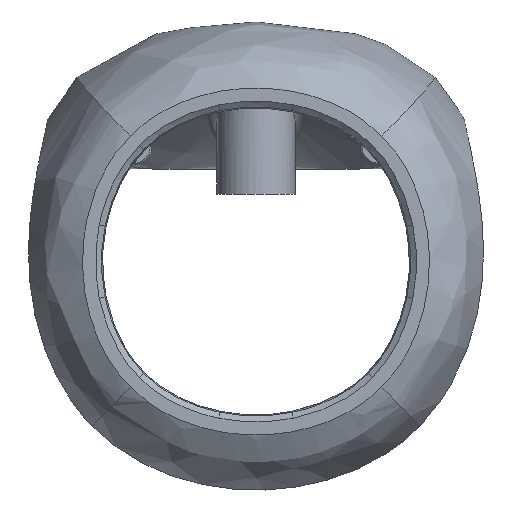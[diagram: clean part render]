
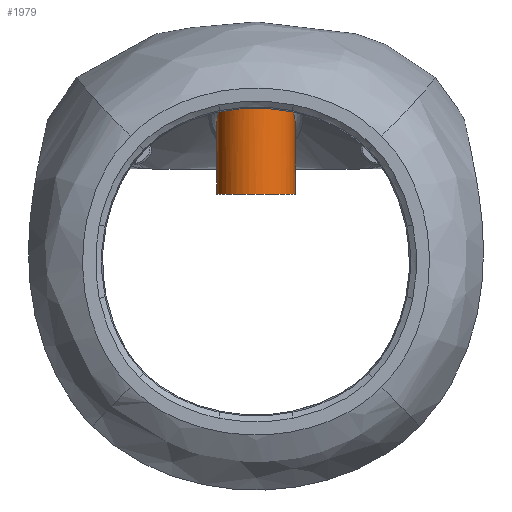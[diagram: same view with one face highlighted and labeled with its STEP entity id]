
A CAD part, front view. The second image highlights one B-rep face of the part: STEP entity #1979.
In plain terms, the highlighted cylindrical face has radius 4 mm (diameter 8 mm), a full revolution.
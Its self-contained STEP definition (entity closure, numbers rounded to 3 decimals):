
#68=CIRCLE('',#2123,4.);
#106=LINE('',#2810,#201);
#201=VECTOR('',#2222,4.);
#296=CYLINDRICAL_SURFACE('',#2122,4.);
#308=FACE_OUTER_BOUND('',#438,.T.);
#438=EDGE_LOOP('',(#1259,#1260,#1261,#1262,#1263));
#574=B_SPLINE_CURVE_WITH_KNOTS('',3,(#2658,#2659,#2660,#2661,#2662,#2663),
 .UNSPECIFIED.,.F.,.F.,(4,2,4),(-2.869,-2.794,-2.766),
 .UNSPECIFIED.);
#575=B_SPLINE_CURVE_WITH_KNOTS('',3,(#2664,#2665,#2666,#2667,#2668,#2669,
#2670,#2671,#2672,#2673,#2674,#2675,#2676,#2677,#2678,#2679,#2680,#2681),
 .UNSPECIFIED.,.F.,.F.,(4,2,2,1,2,2,1,1,2,1,4),(-2.766,-2.311,
-2.014,-1.866,-1.717,-1.235,-0.907,
-0.743,-0.579,-0.29,0.),
 .UNSPECIFIED.);
#741=VERTEX_POINT('',#2649);
#742=VERTEX_POINT('',#2657);
#745=VERTEX_POINT('',#2809);
#935=EDGE_CURVE('',#741,#742,#574,.T.);
#936=EDGE_CURVE('',#742,#741,#575,.T.);
#940=EDGE_CURVE('',#742,#745,#106,.T.);
#941=EDGE_CURVE('',#745,#745,#68,.T.);
#1259=ORIENTED_EDGE('',*,*,#935,.F.);
#1260=ORIENTED_EDGE('',*,*,#936,.F.);
#1261=ORIENTED_EDGE('',*,*,#940,.T.);
#1262=ORIENTED_EDGE('',*,*,#941,.T.);
#1263=ORIENTED_EDGE('',*,*,#940,.F.);
#1979=ADVANCED_FACE('',(#308),#296,.T.);
#2122=AXIS2_PLACEMENT_3D('',#2808,#2220,#2221);
#2123=AXIS2_PLACEMENT_3D('',#2811,#2223,#2224);
#2220=DIRECTION('center_axis',(0.,0.,1.));
#2221=DIRECTION('ref_axis',(-1.,0.,0.));
#2222=DIRECTION('',(0.,0.,-1.));
#2223=DIRECTION('center_axis',(0.,0.,1.));
#2224=DIRECTION('ref_axis',(-1.,0.,0.));
#2649=CARTESIAN_POINT('',(3.913,17.168,56.046));
#2657=CARTESIAN_POINT('',(4.,18.,55.31));
#2658=CARTESIAN_POINT('Ctrl Pts',(3.913,17.168,56.046));
#2659=CARTESIAN_POINT('Ctrl Pts',(3.956,17.372,55.875));
#2660=CARTESIAN_POINT('Ctrl Pts',(3.983,17.577,55.696));
#2661=CARTESIAN_POINT('Ctrl Pts',(3.998,17.853,55.446));
#2662=CARTESIAN_POINT('Ctrl Pts',(3.999,17.926,55.378));
#2663=CARTESIAN_POINT('Ctrl Pts',(4.,18.,55.31));
#2664=CARTESIAN_POINT('Ctrl Pts',(4.,18.,55.31));
#2665=CARTESIAN_POINT('Ctrl Pts',(4.001,19.205,54.183));
#2666=CARTESIAN_POINT('Ctrl Pts',(3.489,20.304,52.883));
#2667=CARTESIAN_POINT('Ctrl Pts',(1.912,21.61,51.126));
#2668=CARTESIAN_POINT('Ctrl Pts',(1.012,22.,50.528));
#2669=CARTESIAN_POINT('Ctrl Pts',(-0.501,22.001,50.526));
#2670=CARTESIAN_POINT('Ctrl Pts',(-1.479,21.802,50.834));
#2671=CARTESIAN_POINT('Ctrl Pts',(-2.217,21.353,51.471));
#2672=CARTESIAN_POINT('Ctrl Pts',(-3.553,20.253,52.952));
#2673=CARTESIAN_POINT('Ctrl Pts',(-4.059,19.074,54.34));
#2674=CARTESIAN_POINT('Ctrl Pts',(-3.949,16.904,56.309));
#2675=CARTESIAN_POINT('Ctrl Pts',(-3.408,15.485,57.369));
#2676=CARTESIAN_POINT('Ctrl Pts',(-1.651,14.232,58.17));
#2677=CARTESIAN_POINT('Ctrl Pts',(-0.553,13.998,58.31));
#2678=CARTESIAN_POINT('Ctrl Pts',(0.98,13.995,58.31));
#2679=CARTESIAN_POINT('Ctrl Pts',(2.888,14.775,57.856));
#2680=CARTESIAN_POINT('Ctrl Pts',(3.746,16.386,56.704));
#2681=CARTESIAN_POINT('Ctrl Pts',(3.913,17.168,56.046));
#2808=CARTESIAN_POINT('Origin',(0.,18.,48.025));
#2809=CARTESIAN_POINT('',(4.,18.,48.025));
#2810=CARTESIAN_POINT('',(4.,18.,48.025));
#2811=CARTESIAN_POINT('Origin',(0.,18.,48.025));
